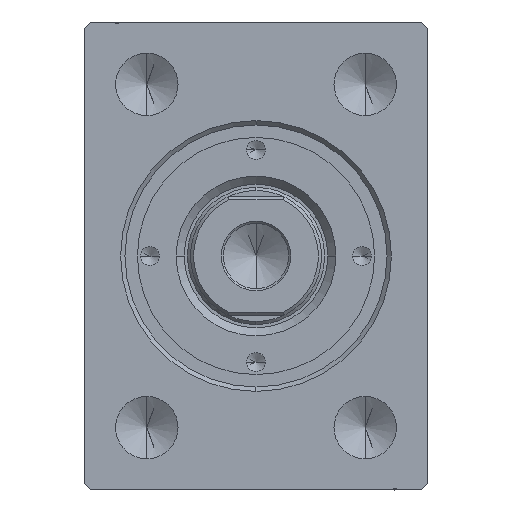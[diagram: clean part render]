
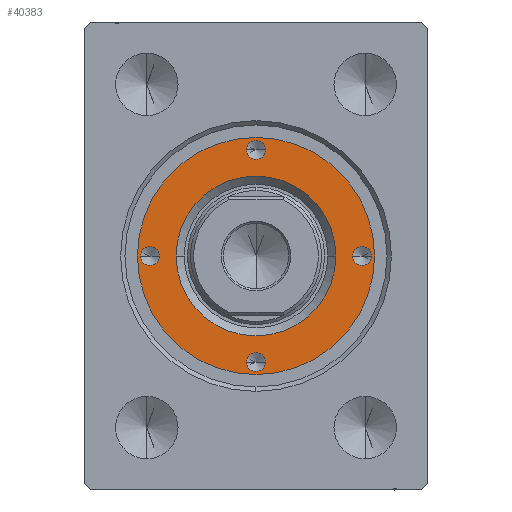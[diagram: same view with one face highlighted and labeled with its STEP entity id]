
A CAD part, left-side view. The second image highlights one B-rep face of the part: STEP entity #40383.
In plain terms, the highlighted face is planar.
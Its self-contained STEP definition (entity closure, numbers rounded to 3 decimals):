
#483 = EDGE_CURVE ( 'NONE', #33077, #17569, #33998, .T. ) ;
#496 = EDGE_CURVE ( 'NONE', #35135, #38474, #41116, .T. ) ;
#785 = FACE_BOUND ( 'NONE', #18704, .T. ) ;
#940 = ORIENTED_EDGE ( 'NONE', *, *, #15820, .F. ) ;
#984 = CARTESIAN_POINT ( 'NONE',  ( 0., 0., 10. ) ) ;
#1576 = EDGE_LOOP ( 'NONE', ( #38287, #23455 ) ) ;
#2666 = CARTESIAN_POINT ( 'NONE',  ( 17., 0., 10. ) ) ;
#2765 = AXIS2_PLACEMENT_3D ( 'NONE', #984, #10759, #40797 ) ;
#3667 = FACE_BOUND ( 'NONE', #37493, .T. ) ;
#4092 = CARTESIAN_POINT ( 'NONE',  ( -1.5, -17., 10. ) ) ;
#4375 = DIRECTION ( 'NONE',  ( 0., 0., 1. ) ) ;
#4602 = DIRECTION ( 'NONE',  ( 1., 0., 0. ) ) ;
#4701 = AXIS2_PLACEMENT_3D ( 'NONE', #38733, #35621, #5133 ) ;
#4710 = DIRECTION ( 'NONE',  ( 0., 0., 1. ) ) ;
#5133 = DIRECTION ( 'NONE',  ( 1., 0., 0. ) ) ;
#5414 = AXIS2_PLACEMENT_3D ( 'NONE', #14348, #41266, #7008 ) ;
#6160 = ORIENTED_EDGE ( 'NONE', *, *, #29704, .T. ) ;
#6473 = EDGE_CURVE ( 'NONE', #17569, #33077, #23399, .T. ) ;
#6883 = AXIS2_PLACEMENT_3D ( 'NONE', #21643, #4710, #21424 ) ;
#7008 = DIRECTION ( 'NONE',  ( 1., 0., 0. ) ) ;
#8032 = VERTEX_POINT ( 'NONE', #18773 ) ;
#8108 = CARTESIAN_POINT ( 'NONE',  ( 0., 0., 10. ) ) ;
#8425 = CIRCLE ( 'NONE', #9828, 12.8 ) ;
#8465 = DIRECTION ( 'NONE',  ( 1., 0., 0. ) ) ;
#8591 = CARTESIAN_POINT ( 'NONE',  ( 15.5, 0., 10. ) ) ;
#9226 = CARTESIAN_POINT ( 'NONE',  ( -12.8, 0., 10. ) ) ;
#9329 = EDGE_LOOP ( 'NONE', ( #27390, #11021 ) ) ;
#9573 = AXIS2_PLACEMENT_3D ( 'NONE', #2666, #19155, #8465 ) ;
#9828 = AXIS2_PLACEMENT_3D ( 'NONE', #17967, #24861, #4602 ) ;
#9864 = VERTEX_POINT ( 'NONE', #4092 ) ;
#10520 = EDGE_LOOP ( 'NONE', ( #26382, #42179 ) ) ;
#10759 = DIRECTION ( 'NONE',  ( 0., 0., 1. ) ) ;
#11021 = ORIENTED_EDGE ( 'NONE', *, *, #24052, .T. ) ;
#11272 = CARTESIAN_POINT ( 'NONE',  ( 0., 17., 10. ) ) ;
#11906 = AXIS2_PLACEMENT_3D ( 'NONE', #8108, #19021, #35036 ) ;
#11985 = CARTESIAN_POINT ( 'NONE',  ( 1.5, -17., 10. ) ) ;
#13151 = EDGE_CURVE ( 'NONE', #35160, #9864, #18619, .T. ) ;
#13833 = CIRCLE ( 'NONE', #9573, 1.5 ) ;
#14108 = DIRECTION ( 'NONE',  ( 1., 0., 0. ) ) ;
#14335 = CARTESIAN_POINT ( 'NONE',  ( -17., 0., 10. ) ) ;
#14348 = CARTESIAN_POINT ( 'NONE',  ( 0., 0., 10. ) ) ;
#14521 = DIRECTION ( 'NONE',  ( 1., 0., 0. ) ) ;
#15820 = EDGE_CURVE ( 'NONE', #21322, #36490, #30028, .T. ) ;
#17409 = DIRECTION ( 'NONE',  ( 0., 0., 1. ) ) ;
#17569 = VERTEX_POINT ( 'NONE', #40782 ) ;
#17694 = FACE_BOUND ( 'NONE', #9329, .T. ) ;
#17967 = CARTESIAN_POINT ( 'NONE',  ( 0., 0., 10. ) ) ;
#18265 = EDGE_CURVE ( 'NONE', #36490, #21322, #13833, .T. ) ;
#18619 = CIRCLE ( 'NONE', #23582, 1.5 ) ;
#18704 = EDGE_LOOP ( 'NONE', ( #36993, #42113 ) ) ;
#18773 = CARTESIAN_POINT ( 'NONE',  ( -1.5, 17., 10. ) ) ;
#19021 = DIRECTION ( 'NONE',  ( 0., 0., -1. ) ) ;
#19155 = DIRECTION ( 'NONE',  ( 0., 0., 1. ) ) ;
#19630 = VERTEX_POINT ( 'NONE', #9226 ) ;
#20796 = AXIS2_PLACEMENT_3D ( 'NONE', #21212, #17409, #14521 ) ;
#21212 = CARTESIAN_POINT ( 'NONE',  ( 17., 0., 10. ) ) ;
#21322 = VERTEX_POINT ( 'NONE', #34626 ) ;
#21424 = DIRECTION ( 'NONE',  ( 1., 0., 0. ) ) ;
#21643 = CARTESIAN_POINT ( 'NONE',  ( 0., 17., 10. ) ) ;
#21965 = AXIS2_PLACEMENT_3D ( 'NONE', #27683, #30797, #14108 ) ;
#22444 = CIRCLE ( 'NONE', #6883, 1.5 ) ;
#22522 = EDGE_CURVE ( 'NONE', #29251, #19630, #42463, .T. ) ;
#22931 = AXIS2_PLACEMENT_3D ( 'NONE', #11272, #4375, #24626 ) ;
#23399 = CIRCLE ( 'NONE', #32651, 1.5 ) ;
#23455 = ORIENTED_EDGE ( 'NONE', *, *, #6473, .F. ) ;
#23582 = AXIS2_PLACEMENT_3D ( 'NONE', #33990, #34425, #34656 ) ;
#23918 = FACE_BOUND ( 'NONE', #10520, .T. ) ;
#24052 = EDGE_CURVE ( 'NONE', #19630, #29251, #8425, .T. ) ;
#24626 = DIRECTION ( 'NONE',  ( 1., 0., 0. ) ) ;
#24861 = DIRECTION ( 'NONE',  ( 0., 0., -1. ) ) ;
#25056 = CIRCLE ( 'NONE', #22931, 1.5 ) ;
#25886 = CARTESIAN_POINT ( 'NONE',  ( 1.5, 17., 10. ) ) ;
#26382 = ORIENTED_EDGE ( 'NONE', *, *, #43938, .F. ) ;
#27390 = ORIENTED_EDGE ( 'NONE', *, *, #22522, .T. ) ;
#27683 = CARTESIAN_POINT ( 'NONE',  ( -17., 0., 10. ) ) ;
#27747 = CARTESIAN_POINT ( 'NONE',  ( 0., -17., 10. ) ) ;
#27968 = DIRECTION ( 'NONE',  ( 1., 0., 0. ) ) ;
#28683 = ORIENTED_EDGE ( 'NONE', *, *, #496, .T. ) ;
#29160 = CIRCLE ( 'NONE', #38401, 1.5 ) ;
#29251 = VERTEX_POINT ( 'NONE', #34372 ) ;
#29704 = EDGE_CURVE ( 'NONE', #38474, #35135, #32442, .T. ) ;
#30028 = CIRCLE ( 'NONE', #20796, 1.5 ) ;
#30797 = DIRECTION ( 'NONE',  ( 0., 0., 1. ) ) ;
#30813 = FACE_OUTER_BOUND ( 'NONE', #43052, .T. ) ;
#31638 = CARTESIAN_POINT ( 'NONE',  ( -19., 0., 10. ) ) ;
#32442 = CIRCLE ( 'NONE', #4701, 19. ) ;
#32651 = AXIS2_PLACEMENT_3D ( 'NONE', #14335, #33745, #41473 ) ;
#33077 = VERTEX_POINT ( 'NONE', #39625 ) ;
#33745 = DIRECTION ( 'NONE',  ( 0., 0., 1. ) ) ;
#33990 = CARTESIAN_POINT ( 'NONE',  ( 0., -17., 10. ) ) ;
#33998 = CIRCLE ( 'NONE', #21965, 1.5 ) ;
#34372 = CARTESIAN_POINT ( 'NONE',  ( 12.8, 0., 10. ) ) ;
#34407 = DIRECTION ( 'NONE',  ( 0., 0., 1. ) ) ;
#34425 = DIRECTION ( 'NONE',  ( 0., 0., 1. ) ) ;
#34448 = EDGE_CURVE ( 'NONE', #8032, #35731, #25056, .T. ) ;
#34626 = CARTESIAN_POINT ( 'NONE',  ( 18.5, 0., 10. ) ) ;
#34656 = DIRECTION ( 'NONE',  ( 1., 0., 0. ) ) ;
#35036 = DIRECTION ( 'NONE',  ( 1., 0., 0. ) ) ;
#35135 = VERTEX_POINT ( 'NONE', #39795 ) ;
#35160 = VERTEX_POINT ( 'NONE', #11985 ) ;
#35210 = ORIENTED_EDGE ( 'NONE', *, *, #18265, .F. ) ;
#35430 = EDGE_CURVE ( 'NONE', #9864, #35160, #29160, .T. ) ;
#35621 = DIRECTION ( 'NONE',  ( 0., 0., 1. ) ) ;
#35731 = VERTEX_POINT ( 'NONE', #25886 ) ;
#36490 = VERTEX_POINT ( 'NONE', #8591 ) ;
#36993 = ORIENTED_EDGE ( 'NONE', *, *, #13151, .F. ) ;
#37493 = EDGE_LOOP ( 'NONE', ( #940, #35210 ) ) ;
#37494 = PLANE ( 'NONE',  #5414 ) ;
#38287 = ORIENTED_EDGE ( 'NONE', *, *, #483, .F. ) ;
#38401 = AXIS2_PLACEMENT_3D ( 'NONE', #27747, #34407, #27968 ) ;
#38474 = VERTEX_POINT ( 'NONE', #31638 ) ;
#38733 = CARTESIAN_POINT ( 'NONE',  ( 0., 0., 10. ) ) ;
#39625 = CARTESIAN_POINT ( 'NONE',  ( -15.5, 0., 10. ) ) ;
#39795 = CARTESIAN_POINT ( 'NONE',  ( 19., 0., 10. ) ) ;
#40383 = ADVANCED_FACE ( 'NONE', ( #40812, #23918, #3667, #785, #17694, #30813 ), #37494, .T. ) ;
#40782 = CARTESIAN_POINT ( 'NONE',  ( -18.5, 0., 10. ) ) ;
#40797 = DIRECTION ( 'NONE',  ( 1., 0., 0. ) ) ;
#40812 = FACE_BOUND ( 'NONE', #1576, .T. ) ;
#41116 = CIRCLE ( 'NONE', #2765, 19. ) ;
#41266 = DIRECTION ( 'NONE',  ( 0., 0., 1. ) ) ;
#41473 = DIRECTION ( 'NONE',  ( 1., 0., 0. ) ) ;
#42113 = ORIENTED_EDGE ( 'NONE', *, *, #35430, .F. ) ;
#42179 = ORIENTED_EDGE ( 'NONE', *, *, #34448, .F. ) ;
#42463 = CIRCLE ( 'NONE', #11906, 12.8 ) ;
#43052 = EDGE_LOOP ( 'NONE', ( #6160, #28683 ) ) ;
#43938 = EDGE_CURVE ( 'NONE', #35731, #8032, #22444, .T. ) ;
